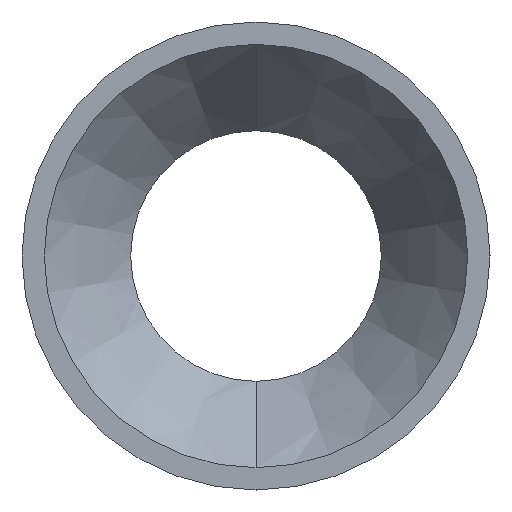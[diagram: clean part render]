
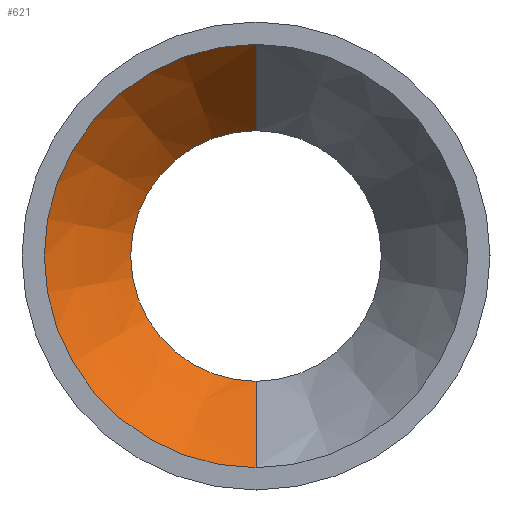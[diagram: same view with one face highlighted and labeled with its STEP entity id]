
A CAD part, front view. The second image highlights one B-rep face of the part: STEP entity #621.
In plain terms, the highlighted conical face has half-angle 34.992 degrees and reference radius 3.8 mm.
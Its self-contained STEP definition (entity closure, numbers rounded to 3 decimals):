
#15 = EDGE_CURVE ( 'NONE', #70, #85, #620, .T. ) ;
#26 = CARTESIAN_POINT ( 'NONE',  ( 0., -6.5, 0. ) ) ;
#51 = CARTESIAN_POINT ( 'NONE',  ( 0., -6.5, -3.8 ) ) ;
#58 = CIRCLE ( 'NONE', #589, 3.8 ) ;
#62 = EDGE_CURVE ( 'NONE', #85, #202, #524, .T. ) ;
#70 = VERTEX_POINT ( 'NONE', #428 ) ;
#85 = VERTEX_POINT ( 'NONE', #227 ) ;
#90 = AXIS2_PLACEMENT_3D ( 'NONE', #26, #602, #402 ) ;
#116 = EDGE_LOOP ( 'NONE', ( #591, #201, #559, #493 ) ) ;
#131 = EDGE_CURVE ( 'NONE', #221, #202, #58, .T. ) ;
#135 = FACE_OUTER_BOUND ( 'NONE', #116, .T. ) ;
#139 = DIRECTION ( 'NONE',  ( 0., 1., 0. ) ) ;
#182 = DIRECTION ( 'NONE',  ( 0., 1., 0. ) ) ;
#201 = ORIENTED_EDGE ( 'NONE', *, *, #62, .T. ) ;
#202 = VERTEX_POINT ( 'NONE', #477 ) ;
#221 = VERTEX_POINT ( 'NONE', #616 ) ;
#227 = CARTESIAN_POINT ( 'NONE',  ( 0., -4.286, 2.25 ) ) ;
#229 = DIRECTION ( 'NONE',  ( 0., -0.819, 0.573 ) ) ;
#265 = DIRECTION ( 'NONE',  ( 0., 0., 1. ) ) ;
#285 = DIRECTION ( 'NONE',  ( 0., -0.819, -0.573 ) ) ;
#367 = VECTOR ( 'NONE', #285, 1000. ) ;
#375 = CARTESIAN_POINT ( 'NONE',  ( 0., -4.286, 0. ) ) ;
#376 = CONICAL_SURFACE ( 'NONE', #90, 3.8, 0.611 ) ;
#392 = VECTOR ( 'NONE', #229, 1000. ) ;
#402 = DIRECTION ( 'NONE',  ( 0., 0., -1. ) ) ;
#403 = LINE ( 'NONE', #51, #367 ) ;
#404 = AXIS2_PLACEMENT_3D ( 'NONE', #375, #139, #520 ) ;
#422 = CARTESIAN_POINT ( 'NONE',  ( 0., -6.5, 3.8 ) ) ;
#428 = CARTESIAN_POINT ( 'NONE',  ( 0., -4.286, -2.25 ) ) ;
#477 = CARTESIAN_POINT ( 'NONE',  ( 0., -6.5, 3.8 ) ) ;
#493 = ORIENTED_EDGE ( 'NONE', *, *, #510, .F. ) ;
#510 = EDGE_CURVE ( 'NONE', #70, #221, #403, .T. ) ;
#520 = DIRECTION ( 'NONE',  ( 0., 0., 1. ) ) ;
#524 = LINE ( 'NONE', #422, #392 ) ;
#559 = ORIENTED_EDGE ( 'NONE', *, *, #131, .F. ) ;
#589 = AXIS2_PLACEMENT_3D ( 'NONE', #612, #182, #265 ) ;
#591 = ORIENTED_EDGE ( 'NONE', *, *, #15, .T. ) ;
#602 = DIRECTION ( 'NONE',  ( 0., -1., 0. ) ) ;
#612 = CARTESIAN_POINT ( 'NONE',  ( 0., -6.5, 0. ) ) ;
#616 = CARTESIAN_POINT ( 'NONE',  ( 0., -6.5, -3.8 ) ) ;
#620 = CIRCLE ( 'NONE', #404, 2.25 ) ;
#621 = ADVANCED_FACE ( 'NONE', ( #135 ), #376, .F. ) ;
